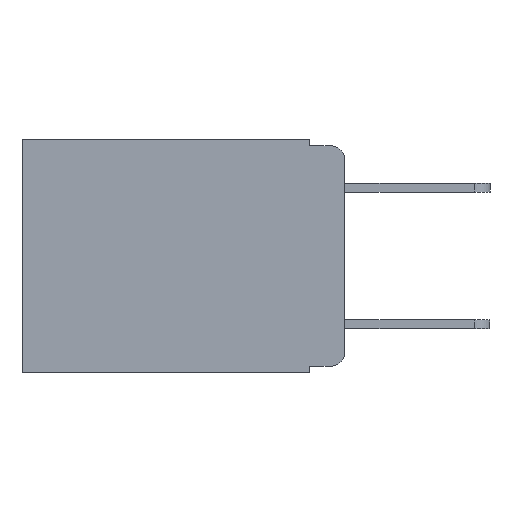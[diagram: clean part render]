
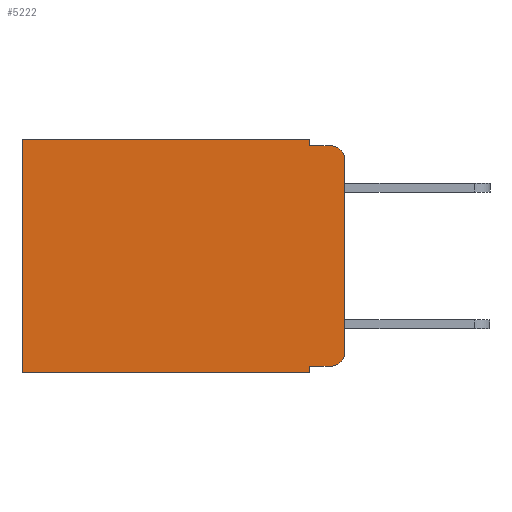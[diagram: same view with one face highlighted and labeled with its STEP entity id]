
A CAD part, left-side view. The second image highlights one B-rep face of the part: STEP entity #5222.
In plain terms, the highlighted planar face has unit normal (-1, 0, 0).
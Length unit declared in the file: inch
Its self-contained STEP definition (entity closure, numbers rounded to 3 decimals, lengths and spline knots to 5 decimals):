
#28 = ORIENTED_EDGE ( 'NONE', *, *, #15705, .T. ) ;
#124 = DIRECTION ( 'NONE',  ( 0., 0., -1. ) ) ;
#379 = CARTESIAN_POINT ( 'NONE',  ( 0.298, 0.473, 0. ) ) ;
#431 = EDGE_CURVE ( 'NONE', #9004, #1778, #12113, .T. ) ;
#662 = EDGE_CURVE ( 'NONE', #1778, #12276, #8511, .T. ) ;
#727 = VERTEX_POINT ( 'NONE', #24055 ) ;
#838 = CARTESIAN_POINT ( 'NONE',  ( 0.298, 0.051, -0.01 ) ) ;
#1321 = LINE ( 'NONE', #23199, #16470 ) ;
#1778 = VERTEX_POINT ( 'NONE', #15540 ) ;
#1828 = DIRECTION ( 'NONE',  ( 0., 0., -1. ) ) ;
#1954 = VERTEX_POINT ( 'NONE', #14229 ) ;
#2269 = ORIENTED_EDGE ( 'NONE', *, *, #8761, .F. ) ;
#2405 = EDGE_CURVE ( 'NONE', #4959, #8072, #6956, .T. ) ;
#2789 = AXIS2_PLACEMENT_3D ( 'NONE', #6496, #19552, #8386 ) ;
#2884 = CARTESIAN_POINT ( 'NONE',  ( 0.298, 0.473, -0.343 ) ) ;
#3141 = EDGE_CURVE ( 'NONE', #9004, #727, #15406, .T. ) ;
#4094 = VECTOR ( 'NONE', #23748, 39.37008 ) ;
#4674 = ORIENTED_EDGE ( 'NONE', *, *, #9564, .T. ) ;
#4959 = VERTEX_POINT ( 'NONE', #5393 ) ;
#5222 = ADVANCED_FACE ( 'NONE', ( #12192 ), #22371, .F. ) ;
#5393 = CARTESIAN_POINT ( 'NONE',  ( 0.298, 0.051, 0. ) ) ;
#5629 = EDGE_CURVE ( 'NONE', #7169, #10545, #1321, .T. ) ;
#5921 = LINE ( 'NONE', #838, #4094 ) ;
#6200 = ORIENTED_EDGE ( 'NONE', *, *, #5629, .F. ) ;
#6496 = CARTESIAN_POINT ( 'NONE',  ( 0.298, 0.02, -0.03 ) ) ;
#6956 = LINE ( 'NONE', #10087, #21794 ) ;
#7069 = VECTOR ( 'NONE', #20153, 39.37008 ) ;
#7169 = VERTEX_POINT ( 'NONE', #7990 ) ;
#7761 = DIRECTION ( 'NONE',  ( 0., -1., 0. ) ) ;
#7929 = AXIS2_PLACEMENT_3D ( 'NONE', #22461, #17077, #17072 ) ;
#7990 = CARTESIAN_POINT ( 'NONE',  ( 0.298, 0., -0.03 ) ) ;
#8072 = VERTEX_POINT ( 'NONE', #379 ) ;
#8386 = DIRECTION ( 'NONE',  ( 0., 0., -1. ) ) ;
#8511 = LINE ( 'NONE', #18292, #9121 ) ;
#8761 = EDGE_CURVE ( 'NONE', #1954, #24260, #5921, .T. ) ;
#8807 = DIRECTION ( 'NONE',  ( 0., 0., -1. ) ) ;
#8893 = VECTOR ( 'NONE', #1828, 39.37008 ) ;
#9004 = VERTEX_POINT ( 'NONE', #15175 ) ;
#9121 = VECTOR ( 'NONE', #21446, 39.37008 ) ;
#9494 = CARTESIAN_POINT ( 'NONE',  ( 0.298, 0.051, 0. ) ) ;
#9564 = EDGE_CURVE ( 'NONE', #727, #10545, #21926, .T. ) ;
#9754 = ORIENTED_EDGE ( 'NONE', *, *, #13774, .T. ) ;
#10087 = CARTESIAN_POINT ( 'NONE',  ( 0.298, 0., 0. ) ) ;
#10545 = VERTEX_POINT ( 'NONE', #20797 ) ;
#10949 = ORIENTED_EDGE ( 'NONE', *, *, #12560, .F. ) ;
#11223 = VECTOR ( 'NONE', #124, 39.37008 ) ;
#11307 = CARTESIAN_POINT ( 'NONE',  ( 0.298, 0.051, -0.333 ) ) ;
#11405 = CARTESIAN_POINT ( 'NONE',  ( 0.298, 0.02, -0.313 ) ) ;
#12040 = DIRECTION ( 'NONE',  ( 0., 1., 0. ) ) ;
#12102 = ORIENTED_EDGE ( 'NONE', *, *, #2405, .T. ) ;
#12113 = LINE ( 'NONE', #12988, #7069 ) ;
#12192 = FACE_OUTER_BOUND ( 'NONE', #12906, .T. ) ;
#12276 = VERTEX_POINT ( 'NONE', #2884 ) ;
#12560 = EDGE_CURVE ( 'NONE', #4959, #1954, #13860, .T. ) ;
#12906 = EDGE_LOOP ( 'NONE', ( #6200, #28, #2269, #10949, #12102, #9754, #22443, #24191, #20765, #4674 ) ) ;
#12988 = CARTESIAN_POINT ( 'NONE',  ( 0.298, 0.051, 0. ) ) ;
#13573 = CARTESIAN_POINT ( 'NONE',  ( 0.298, 0.473, 0. ) ) ;
#13774 = EDGE_CURVE ( 'NONE', #8072, #12276, #21021, .T. ) ;
#13860 = LINE ( 'NONE', #9494, #8893 ) ;
#14229 = CARTESIAN_POINT ( 'NONE',  ( 0.298, 0.051, -0.01 ) ) ;
#14477 = CARTESIAN_POINT ( 'NONE',  ( 0.298, 0.02, -0.01 ) ) ;
#15175 = CARTESIAN_POINT ( 'NONE',  ( 0.298, 0.051, -0.333 ) ) ;
#15406 = LINE ( 'NONE', #11307, #20891 ) ;
#15540 = CARTESIAN_POINT ( 'NONE',  ( 0.298, 0.051, -0.343 ) ) ;
#15705 = EDGE_CURVE ( 'NONE', #7169, #24260, #20722, .T. ) ;
#16470 = VECTOR ( 'NONE', #17028, 39.37008 ) ;
#16887 = AXIS2_PLACEMENT_3D ( 'NONE', #11405, #22408, #8807 ) ;
#17028 = DIRECTION ( 'NONE',  ( 0., 0., -1. ) ) ;
#17072 = DIRECTION ( 'NONE',  ( 0., 0., -1. ) ) ;
#17077 = DIRECTION ( 'NONE',  ( 1., 0., 0. ) ) ;
#18292 = CARTESIAN_POINT ( 'NONE',  ( 0.298, 0., -0.343 ) ) ;
#19552 = DIRECTION ( 'NONE',  ( -1., 0., 0. ) ) ;
#20153 = DIRECTION ( 'NONE',  ( 0., 0., -1. ) ) ;
#20722 = CIRCLE ( 'NONE', #2789, 0.02 ) ;
#20765 = ORIENTED_EDGE ( 'NONE', *, *, #3141, .T. ) ;
#20797 = CARTESIAN_POINT ( 'NONE',  ( 0.298, 0., -0.313 ) ) ;
#20891 = VECTOR ( 'NONE', #7761, 39.37008 ) ;
#21021 = LINE ( 'NONE', #13573, #11223 ) ;
#21446 = DIRECTION ( 'NONE',  ( 0., 1., 0. ) ) ;
#21794 = VECTOR ( 'NONE', #12040, 39.37008 ) ;
#21926 = CIRCLE ( 'NONE', #16887, 0.02 ) ;
#22371 = PLANE ( 'NONE',  #7929 ) ;
#22408 = DIRECTION ( 'NONE',  ( -1., 0., 0. ) ) ;
#22443 = ORIENTED_EDGE ( 'NONE', *, *, #662, .F. ) ;
#22461 = CARTESIAN_POINT ( 'NONE',  ( 0.298, 0., 0. ) ) ;
#23199 = CARTESIAN_POINT ( 'NONE',  ( 0.298, 0., 0. ) ) ;
#23748 = DIRECTION ( 'NONE',  ( 0., -1., 0. ) ) ;
#24055 = CARTESIAN_POINT ( 'NONE',  ( 0.298, 0.02, -0.333 ) ) ;
#24191 = ORIENTED_EDGE ( 'NONE', *, *, #431, .F. ) ;
#24260 = VERTEX_POINT ( 'NONE', #14477 ) ;
